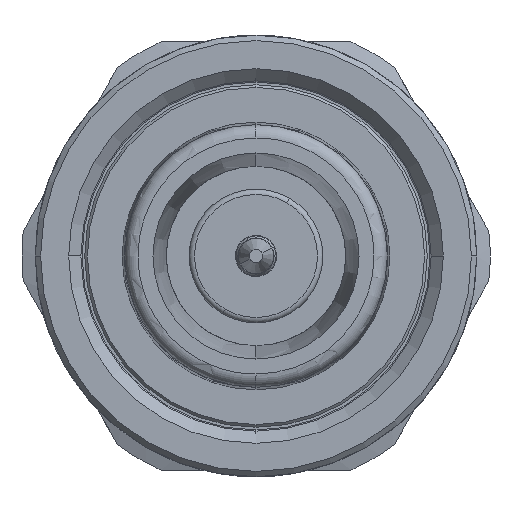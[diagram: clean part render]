
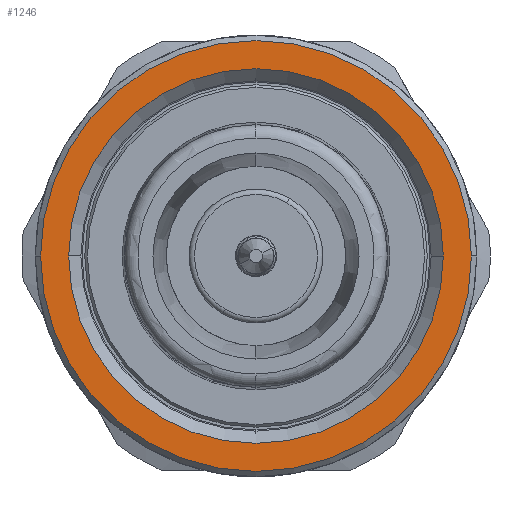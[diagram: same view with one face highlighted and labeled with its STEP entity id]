
A CAD part, left-side view. The second image highlights one B-rep face of the part: STEP entity #1246.
In plain terms, the highlighted planar face has unit normal (-1, 0, 0).
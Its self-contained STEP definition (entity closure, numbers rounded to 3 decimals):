
#39 = ORIENTED_EDGE ( 'NONE', *, *, #5205, .T. ) ;
#143 = ORIENTED_EDGE ( 'NONE', *, *, #6342, .T. ) ;
#216 = EDGE_CURVE ( 'NONE', #6156, #6137, #2810, .T. ) ;
#475 = FACE_OUTER_BOUND ( 'NONE', #7414, .T. ) ;
#630 = AXIS2_PLACEMENT_3D ( 'NONE', #5234, #3989, #2911 ) ;
#654 = DIRECTION ( 'NONE',  ( 1., 0., 0. ) ) ;
#772 = DIRECTION ( 'NONE',  ( 1., 0., 0. ) ) ;
#1022 = CARTESIAN_POINT ( 'NONE',  ( 0., -7., 0. ) ) ;
#1180 = CIRCLE ( 'NONE', #5792, 7. ) ;
#1204 = CARTESIAN_POINT ( 'NONE',  ( 0., 8.05, 0. ) ) ;
#1246 = ADVANCED_FACE ( 'NONE', ( #475, #5203 ), #1670, .T. ) ;
#1528 = CARTESIAN_POINT ( 'NONE',  ( 0., 0., 0. ) ) ;
#1670 = PLANE ( 'NONE',  #630 ) ;
#1954 = CARTESIAN_POINT ( 'NONE',  ( 0., 0., 0. ) ) ;
#2136 = DIRECTION ( 'NONE',  ( 1., 0., 0. ) ) ;
#2491 = AXIS2_PLACEMENT_3D ( 'NONE', #4737, #654, #5409 ) ;
#2552 = ORIENTED_EDGE ( 'NONE', *, *, #216, .F. ) ;
#2785 = DIRECTION ( 'NONE',  ( 0., -1., 0. ) ) ;
#2810 = CIRCLE ( 'NONE', #4757, 8.05 ) ;
#2911 = DIRECTION ( 'NONE',  ( 0., 0., 1. ) ) ;
#3099 = DIRECTION ( 'NONE',  ( 0., -1., 0. ) ) ;
#3142 = CARTESIAN_POINT ( 'NONE',  ( 0., 7., 0. ) ) ;
#3989 = DIRECTION ( 'NONE',  ( -1., 0., 0. ) ) ;
#4284 = DIRECTION ( 'NONE',  ( 1., 0., 0. ) ) ;
#4450 = VERTEX_POINT ( 'NONE', #1022 ) ;
#4682 = CIRCLE ( 'NONE', #6463, 7. ) ;
#4737 = CARTESIAN_POINT ( 'NONE',  ( 0., 0., 0. ) ) ;
#4757 = AXIS2_PLACEMENT_3D ( 'NONE', #1528, #2136, #7203 ) ;
#4768 = VERTEX_POINT ( 'NONE', #3142 ) ;
#5028 = ORIENTED_EDGE ( 'NONE', *, *, #6687, .F. ) ;
#5203 = FACE_BOUND ( 'NONE', #7343, .T. ) ;
#5205 = EDGE_CURVE ( 'NONE', #4450, #4768, #4682, .T. ) ;
#5234 = CARTESIAN_POINT ( 'NONE',  ( 0., 7., 0. ) ) ;
#5409 = DIRECTION ( 'NONE',  ( 0., 1., 0. ) ) ;
#5792 = AXIS2_PLACEMENT_3D ( 'NONE', #5977, #772, #3099 ) ;
#5977 = CARTESIAN_POINT ( 'NONE',  ( 0., 0., 0. ) ) ;
#6137 = VERTEX_POINT ( 'NONE', #6250 ) ;
#6156 = VERTEX_POINT ( 'NONE', #1204 ) ;
#6250 = CARTESIAN_POINT ( 'NONE',  ( 0., -8.05, 0. ) ) ;
#6342 = EDGE_CURVE ( 'NONE', #4768, #4450, #1180, .T. ) ;
#6463 = AXIS2_PLACEMENT_3D ( 'NONE', #1954, #4284, #2785 ) ;
#6687 = EDGE_CURVE ( 'NONE', #6137, #6156, #6722, .T. ) ;
#6722 = CIRCLE ( 'NONE', #2491, 8.05 ) ;
#7203 = DIRECTION ( 'NONE',  ( 0., 1., 0. ) ) ;
#7343 = EDGE_LOOP ( 'NONE', ( #39, #143 ) ) ;
#7414 = EDGE_LOOP ( 'NONE', ( #2552, #5028 ) ) ;
